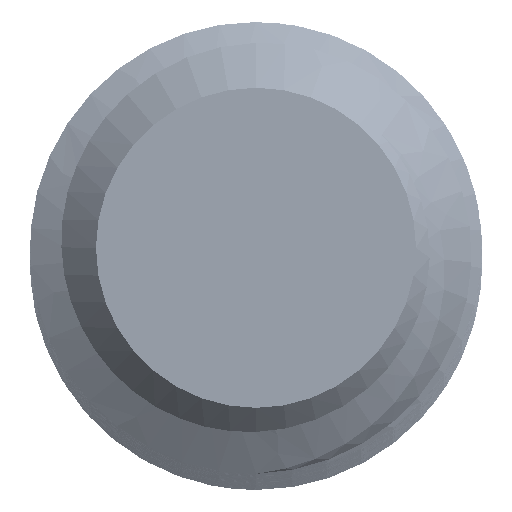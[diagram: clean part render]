
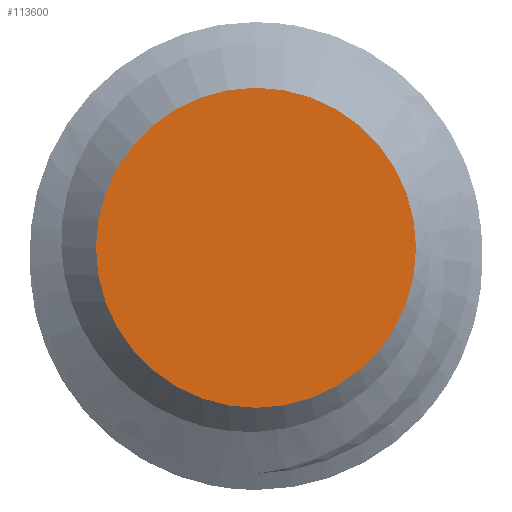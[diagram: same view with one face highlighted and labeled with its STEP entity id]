
A CAD part, top view. The second image highlights one B-rep face of the part: STEP entity #113600.
In plain terms, the highlighted planar face has unit normal (0, 0, 1).
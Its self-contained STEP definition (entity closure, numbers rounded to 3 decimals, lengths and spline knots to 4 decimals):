
#47593=CARTESIAN_POINT('',(0.,0.,125.));
#47594=DIRECTION('',(0.,0.,1.));
#47595=DIRECTION('',(0.,-1.,0.));
#47596=AXIS2_PLACEMENT_3D('',#47593,#47594,#47595);
#47598=CARTESIAN_POINT('',(0.,0.,125.));
#47599=DIRECTION('',(0.,0.,1.));
#47600=DIRECTION('',(0.,1.,0.));
#47601=AXIS2_PLACEMENT_3D('',#47598,#47599,#47600);
#51099=CARTESIAN_POINT('',(0.,-4.25,125.));
#51100=CARTESIAN_POINT('',(0.,4.25,125.));
#51101=VERTEX_POINT('',#51099);
#51102=VERTEX_POINT('',#51100);
#113591=CARTESIAN_POINT('',(0.,0.,125.));
#113592=DIRECTION('',(0.,0.,1.));
#113593=DIRECTION('',(0.,1.,0.));
#113594=AXIS2_PLACEMENT_3D('',#113591,#113592,#113593);
#113595=PLANE('',#113594);
#113596=ORIENTED_EDGE('',*,*,#113567,.F.);
#113597=ORIENTED_EDGE('',*,*,#113585,.F.);
#113598=EDGE_LOOP('',(#113596,#113597));
#113599=FACE_OUTER_BOUND('',#113598,.F.);
#113600=ADVANCED_FACE('',(#113599),#113595,.T.);
#47597=CIRCLE('',#47596,4.25);
#47602=CIRCLE('',#47601,4.25);
#113567=EDGE_CURVE('',#51101,#51102,#47597,.T.);
#113585=EDGE_CURVE('',#51102,#51101,#47602,.T.);
